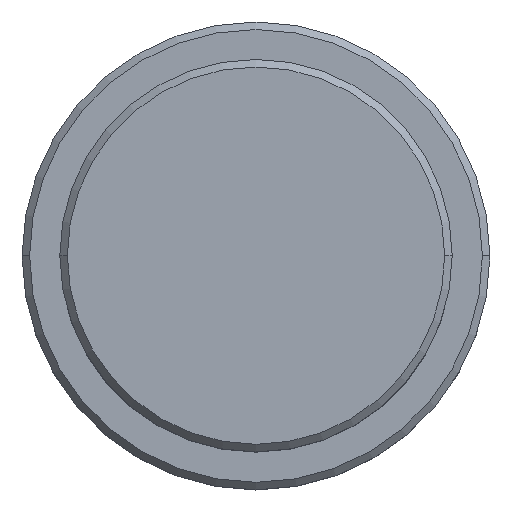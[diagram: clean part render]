
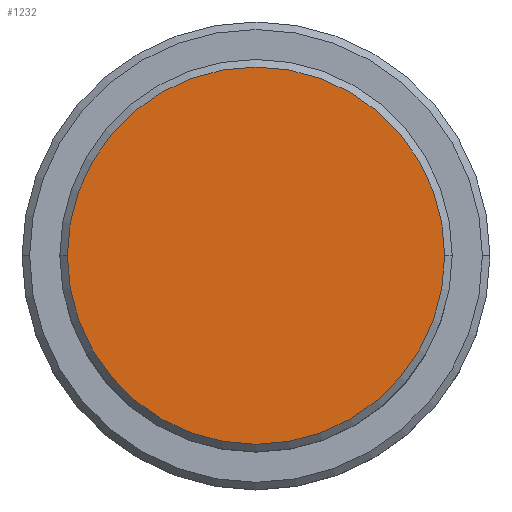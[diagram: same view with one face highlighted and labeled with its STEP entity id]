
A CAD part, top view. The second image highlights one B-rep face of the part: STEP entity #1232.
In plain terms, the highlighted planar face has unit normal (0, 0, 1).
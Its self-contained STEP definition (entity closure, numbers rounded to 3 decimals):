
#42 = DIRECTION ( 'NONE',  ( 1., 0., 0. ) ) ;
#141 = CARTESIAN_POINT ( 'NONE',  ( -12.5, 0., 0. ) ) ;
#289 = EDGE_CURVE ( 'NONE', #811, #343, #679, .T. ) ;
#328 = DIRECTION ( 'NONE',  ( 0., 0., 1. ) ) ;
#340 = CARTESIAN_POINT ( 'NONE',  ( 0., 0., 0. ) ) ;
#343 = VERTEX_POINT ( 'NONE', #1328 ) ;
#368 = EDGE_CURVE ( 'NONE', #343, #811, #1267, .T. ) ;
#476 = ORIENTED_EDGE ( 'NONE', *, *, #368, .T. ) ;
#490 = DIRECTION ( 'NONE',  ( 0., 0., 1. ) ) ;
#511 = DIRECTION ( 'NONE',  ( 0., 0., 1. ) ) ;
#593 = ORIENTED_EDGE ( 'NONE', *, *, #289, .T. ) ;
#679 = CIRCLE ( 'NONE', #788, 12.5 ) ;
#767 = AXIS2_PLACEMENT_3D ( 'NONE', #340, #328, #874 ) ;
#788 = AXIS2_PLACEMENT_3D ( 'NONE', #944, #511, #831 ) ;
#811 = VERTEX_POINT ( 'NONE', #141 ) ;
#831 = DIRECTION ( 'NONE',  ( 1., 0., 0. ) ) ;
#863 = AXIS2_PLACEMENT_3D ( 'NONE', #1036, #490, #42 ) ;
#874 = DIRECTION ( 'NONE',  ( 1., 0., 0. ) ) ;
#939 = FACE_OUTER_BOUND ( 'NONE', #982, .T. ) ;
#944 = CARTESIAN_POINT ( 'NONE',  ( 0., 0., 0. ) ) ;
#945 = PLANE ( 'NONE',  #863 ) ;
#982 = EDGE_LOOP ( 'NONE', ( #593, #476 ) ) ;
#1036 = CARTESIAN_POINT ( 'NONE',  ( 0., 0., 0. ) ) ;
#1232 = ADVANCED_FACE ( 'NONE', ( #939 ), #945, .T. ) ;
#1267 = CIRCLE ( 'NONE', #767, 12.5 ) ;
#1328 = CARTESIAN_POINT ( 'NONE',  ( 12.5, 0., 0. ) ) ;
